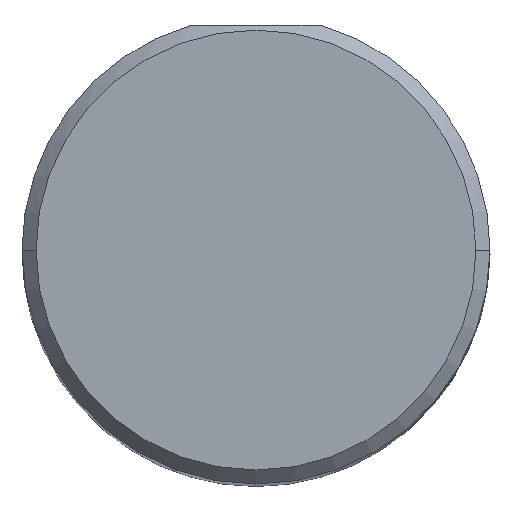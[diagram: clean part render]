
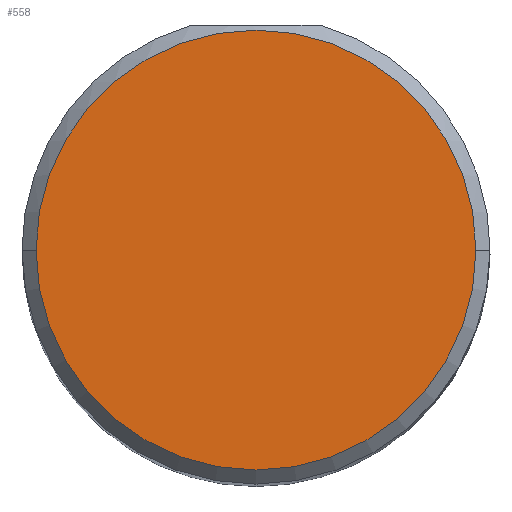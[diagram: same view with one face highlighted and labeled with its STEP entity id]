
A CAD part, top view. The second image highlights one B-rep face of the part: STEP entity #558.
In plain terms, the highlighted planar face has unit normal (0, 0, 1).
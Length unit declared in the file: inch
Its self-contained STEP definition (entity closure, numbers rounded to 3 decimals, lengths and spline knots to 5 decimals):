
#11 = AXIS2_PLACEMENT_3D ( 'NONE', #438, #431, #84 ) ;
#37 = CARTESIAN_POINT ( 'NONE',  ( 0., 0., 3. ) ) ;
#54 = PLANE ( 'NONE',  #754 ) ;
#72 = AXIS2_PLACEMENT_3D ( 'NONE', #37, #734, #159 ) ;
#77 = VERTEX_POINT ( 'NONE', #337 ) ;
#84 = DIRECTION ( 'NONE',  ( 1., 0., 0. ) ) ;
#101 = CIRCLE ( 'NONE', #11, 0.235 ) ;
#150 = DIRECTION ( 'NONE',  ( 0., 0., 1. ) ) ;
#159 = DIRECTION ( 'NONE',  ( 1., 0., 0. ) ) ;
#162 = EDGE_LOOP ( 'NONE', ( #445, #365 ) ) ;
#237 = CARTESIAN_POINT ( 'NONE',  ( 0., 0., 3. ) ) ;
#337 = CARTESIAN_POINT ( 'NONE',  ( -0.235, 0., 3. ) ) ;
#349 = FACE_OUTER_BOUND ( 'NONE', #162, .T. ) ;
#365 = ORIENTED_EDGE ( 'NONE', *, *, #691, .T. ) ;
#386 = CIRCLE ( 'NONE', #72, 0.235 ) ;
#431 = DIRECTION ( 'NONE',  ( 0., 0., 1. ) ) ;
#438 = CARTESIAN_POINT ( 'NONE',  ( 0., 0., 3. ) ) ;
#445 = ORIENTED_EDGE ( 'NONE', *, *, #518, .T. ) ;
#518 = EDGE_CURVE ( 'NONE', #77, #740, #101, .T. ) ;
#558 = ADVANCED_FACE ( 'NONE', ( #349 ), #54, .T. ) ;
#561 = CARTESIAN_POINT ( 'NONE',  ( 0.235, 0., 3. ) ) ;
#691 = EDGE_CURVE ( 'NONE', #740, #77, #386, .T. ) ;
#734 = DIRECTION ( 'NONE',  ( 0., 0., 1. ) ) ;
#740 = VERTEX_POINT ( 'NONE', #561 ) ;
#744 = DIRECTION ( 'NONE',  ( 1., 0., 0. ) ) ;
#754 = AXIS2_PLACEMENT_3D ( 'NONE', #237, #150, #744 ) ;
